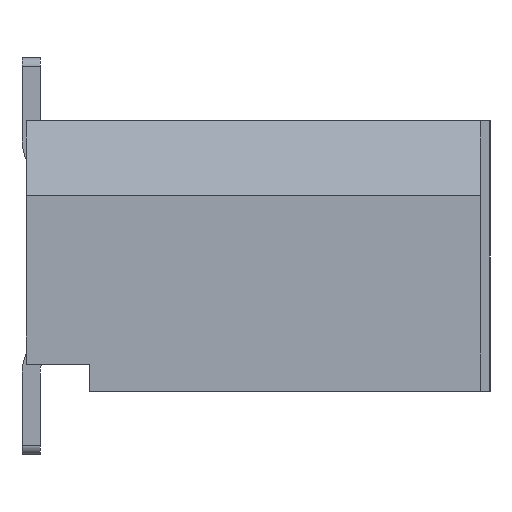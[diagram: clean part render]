
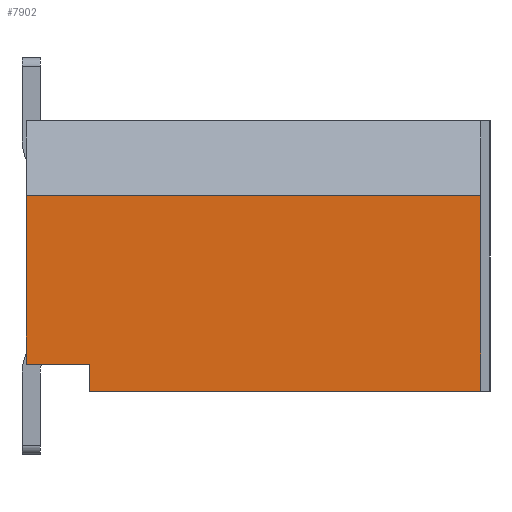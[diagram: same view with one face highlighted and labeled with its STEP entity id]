
A CAD part, left-side view. The second image highlights one B-rep face of the part: STEP entity #7902.
In plain terms, the highlighted planar face has unit normal (-1, 0, 0).
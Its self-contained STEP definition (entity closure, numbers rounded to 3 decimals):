
#1089=ORIENTED_EDGE('',*,*,#2640,.F.);
#1090=ORIENTED_EDGE('',*,*,#3203,.F.);
#1091=ORIENTED_EDGE('',*,*,#3204,.F.);
#1092=ORIENTED_EDGE('',*,*,#3205,.T.);
#1093=ORIENTED_EDGE('',*,*,#3206,.T.);
#1094=ORIENTED_EDGE('',*,*,#3195,.F.);
#2640=EDGE_CURVE('',#3817,#3818,#4599,.T.);
#3195=EDGE_CURVE('',#3818,#4230,#5128,.T.);
#3203=EDGE_CURVE('',#4234,#3817,#5136,.T.);
#3204=EDGE_CURVE('',#4235,#4234,#5137,.T.);
#3205=EDGE_CURVE('',#4235,#4236,#5138,.T.);
#3206=EDGE_CURVE('',#4236,#4230,#5139,.T.);
#3817=VERTEX_POINT('',#10888);
#3818=VERTEX_POINT('',#10890);
#4230=VERTEX_POINT('',#11957);
#4234=VERTEX_POINT('',#11972);
#4235=VERTEX_POINT('',#11974);
#4236=VERTEX_POINT('',#11976);
#4599=LINE('',#10889,#5674);
#5128=LINE('',#11956,#6203);
#5136=LINE('',#11971,#6211);
#5137=LINE('',#11973,#6212);
#5138=LINE('',#11975,#6213);
#5139=LINE('',#11977,#6214);
#5674=VECTOR('',#8774,1000.);
#6203=VECTOR('',#9555,1000.);
#6211=VECTOR('',#9569,1000.);
#6212=VECTOR('',#9570,1000.);
#6213=VECTOR('',#9571,1000.);
#6214=VECTOR('',#9572,1000.);
#6809=EDGE_LOOP('',(#1089,#1090,#1091,#1092,#1093,#1094));
#7190=FACE_BOUND('',#6809,.T.);
#7558=PLANE('',#8358);
#7902=ADVANCED_FACE('',(#7190),#7558,.F.);
#8358=AXIS2_PLACEMENT_3D('',#11970,#9567,#9568);
#8774=DIRECTION('',(0.,0.,1.));
#9555=DIRECTION('',(0.,1.,0.));
#9567=DIRECTION('',(1.,0.,0.));
#9568=DIRECTION('',(0.,0.,-1.));
#9569=DIRECTION('',(0.,1.,0.));
#9570=DIRECTION('',(0.,0.,-1.));
#9571=DIRECTION('',(0.,1.,0.));
#9572=DIRECTION('',(0.,0.,-1.));
#10888=CARTESIAN_POINT('',(-7.5,1.825,-1.5));
#10889=CARTESIAN_POINT('',(-7.5,1.825,-1.5));
#10890=CARTESIAN_POINT('',(-7.5,1.825,-1.2));
#11956=CARTESIAN_POINT('',(-7.5,1.825,-1.2));
#11957=CARTESIAN_POINT('',(-7.5,2.525,-1.2));
#11970=CARTESIAN_POINT('',(-7.5,-2.525,0.672));
#11971=CARTESIAN_POINT('',(-7.5,-2.525,-1.5));
#11972=CARTESIAN_POINT('',(-7.5,-2.525,-1.5));
#11973=CARTESIAN_POINT('',(-7.5,-2.525,0.672));
#11974=CARTESIAN_POINT('',(-7.5,-2.525,0.672));
#11975=CARTESIAN_POINT('',(-7.5,-2.525,0.672));
#11976=CARTESIAN_POINT('',(-7.5,2.525,0.672));
#11977=CARTESIAN_POINT('',(-7.5,2.525,0.672));
